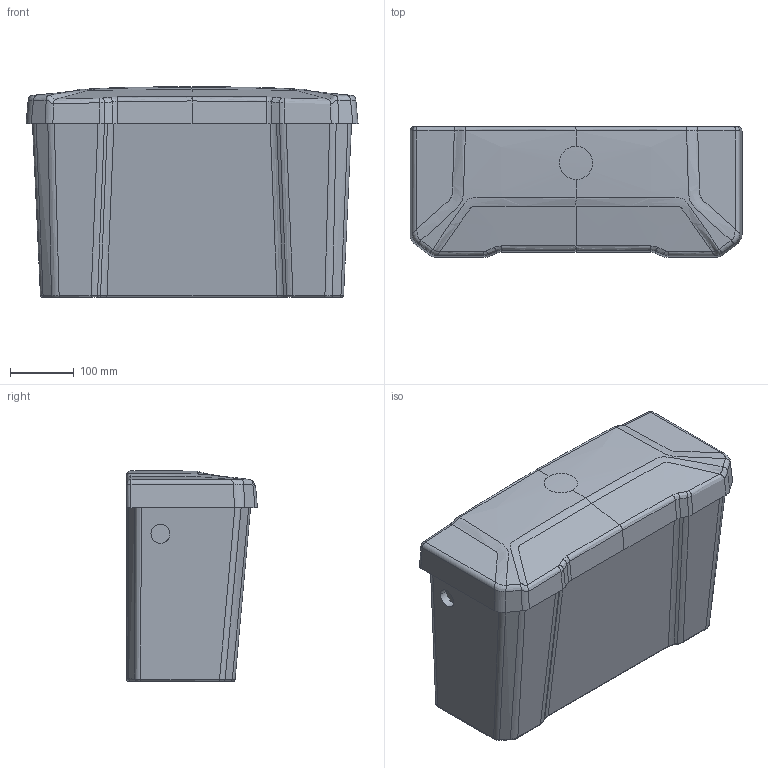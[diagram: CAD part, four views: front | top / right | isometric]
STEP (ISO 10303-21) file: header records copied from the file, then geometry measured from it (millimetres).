
FILE_DESCRIPTION(/* description */ (''),/* implementation_level */ '2;1');
FILE_NAME(/* name */ 'SY245~3',/* time_stamp */ '2021-12-29T09:00:21+08:00',/* author */ (''),/* organization */ (''),/* preprocessor_version */ 'ST-DEVELOPER v16.5',/* originating_system */ '',/* authorisation */ '');
FILE_SCHEMA (('CONFIG_CONTROL_DESIGN'));
Length unit declared in the file: millimetre
Products named in the file (1): Document
Bounding box: 519.98 x 205.08 x 330.43 mm (x, y, z)
Volume: 5145962 mm3; surface area: 789676.8 mm2
Topology: 1 solids, 8 shells, 157 faces, 374 edges, 230 vertices
Faces by surface type: bspline 105, plane 36, cylinder 16
Entity records: 13144 total; most frequent: CARTESIAN_POINT 10881, ORIENTED_EDGE 730, EDGE_CURVE 373, VERTEX_POINT 229, EDGE_LOOP 163, ADVANCED_FACE 157, FACE_OUTER_BOUND 157, B_SPLINE_CURVE_WITH_KNOTS 150
